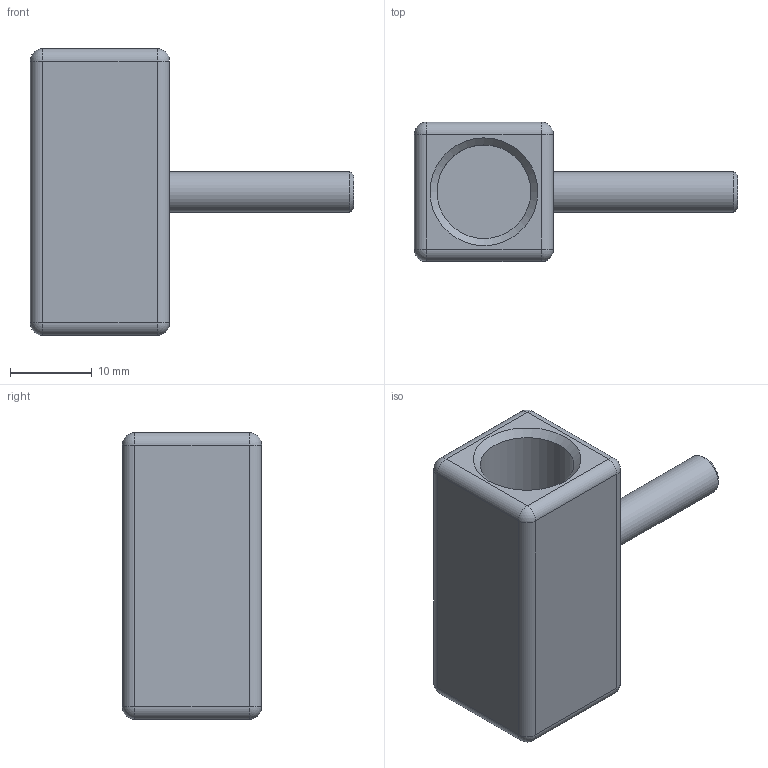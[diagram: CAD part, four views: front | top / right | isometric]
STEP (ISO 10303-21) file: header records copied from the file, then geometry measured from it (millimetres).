
FILE_DESCRIPTION(/* description */ (''),/* implementation_level */ '2;1');
FILE_NAME(/* name */ '3D_EVLIN201-4H_.stp',/* time_stamp */ '2023-11-29T11:03:27+01:00',/* author */ ('enginyeria'),/* organization */ (''),/* preprocessor_version */ 'ST-DEVELOPER v17.2',/* originating_system */ 'Autodesk Inventor 2019',/* authorisation */ '');
FILE_SCHEMA (('AUTOMOTIVE_DESIGN { 1 0 10303 214 3 1 1 }'));
Length unit declared in the file: millimetre
Products named in the file (1): conjunto_evlin201-4h_reva_Shrinkwrap_1
Bounding box: 39.5 x 17 x 35 mm (x, y, z)
Volume: 7953 mm3; surface area: 3951.9 mm2
Topology: 1 solids, 1 shells, 38 faces, 74 edges, 42 vertices
Faces by surface type: cylinder 15, plane 10, sphere 8, cone 5
Full cylindrical faces by diameter (mm): 5 x1, 11.445 x2
Entity records: 1043 total; most frequent: DIRECTION 194, CARTESIAN_POINT 155, ORIENTED_EDGE 148, AXIS2_PLACEMENT_3D 81, EDGE_CURVE 74, EDGE_LOOP 42, CIRCLE 42, VERTEX_POINT 42
